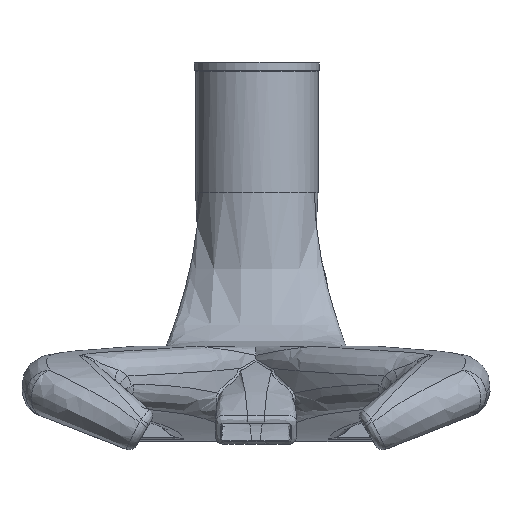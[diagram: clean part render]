
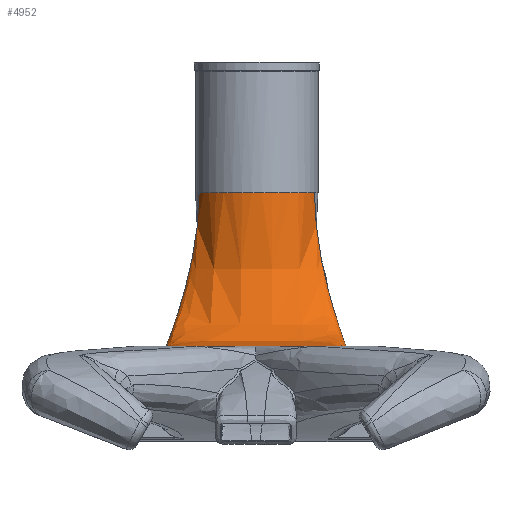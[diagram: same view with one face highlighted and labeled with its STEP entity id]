
A CAD part, front view. The second image highlights one B-rep face of the part: STEP entity #4952.
In plain terms, the highlighted free-form (B-spline) face has degree [3, 3] with [14, 4] control points.
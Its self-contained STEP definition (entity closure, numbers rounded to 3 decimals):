
#259=B_SPLINE_SURFACE_WITH_KNOTS('',3,3,((#36489,#36490,#36491,#36492),
(#36493,#36494,#36495,#36496),(#36497,#36498,#36499,#36500),(#36501,#36502,
#36503,#36504),(#36505,#36506,#36507,#36508),(#36509,#36510,#36511,#36512),
(#36513,#36514,#36515,#36516),(#36517,#36518,#36519,#36520),(#36521,#36522,
#36523,#36524),(#36525,#36526,#36527,#36528),(#36529,#36530,#36531,#36532),
(#36533,#36534,#36535,#36536),(#36537,#36538,#36539,#36540),(#36541,#36542,
#36543,#36544)),.UNSPECIFIED.,.F.,.F.,.F.,(4,1,2,1,1,1,1,2,1,4),(4,4),(0.,
0.067,0.111,0.267,0.422,
0.578,0.733,0.889,0.955,
1.),(0.,1.),.UNSPECIFIED.);
#541=FACE_OUTER_BOUND('',#835,.T.);
#835=EDGE_LOOP('',(#4546,#4547,#4548,#4549,#4550,#4551,#4552));
#961=CIRCLE('',#5225,7.5);
#1184=B_SPLINE_CURVE_WITH_KNOTS('',3,(#14215,#14216,#14217,#14218),
 .UNSPECIFIED.,.F.,.F.,(4,4),(0.,1.),.UNSPECIFIED.);
#1185=B_SPLINE_CURVE_WITH_KNOTS('',3,(#14250,#14251,#14252,#14253),
 .UNSPECIFIED.,.F.,.F.,(4,4),(0.911,1.),.UNSPECIFIED.);
#1186=B_SPLINE_CURVE_WITH_KNOTS('',3,(#14255,#14256,#14257,#14258),
 .UNSPECIFIED.,.F.,.F.,(4,4),(0.,0.911),.UNSPECIFIED.);
#1264=B_SPLINE_CURVE_WITH_KNOTS('',3,(#19697,#19698,#19699,#19700,#19701,
#19702,#19703,#19704,#19705,#19706),.UNSPECIFIED.,.F.,.F.,(4,2,1,1,1,1,
4),(0.111,0.111,0.267,0.422,
0.578,0.733,0.889),.UNSPECIFIED.);
#1294=B_SPLINE_CURVE_WITH_KNOTS('',3,(#21007,#21008,#21009,#21010,#21011,
#21012,#21013),.UNSPECIFIED.,.F.,.F.,(4,2,1,4),(0.889,0.889,
0.955,1.),.UNSPECIFIED.);
#1311=B_SPLINE_CURVE_WITH_KNOTS('',3,(#22086,#22087,#22088,#22089,#22090),
 .UNSPECIFIED.,.F.,.F.,(4,1,4),(0.,0.067,0.111),
 .UNSPECIFIED.);
#1946=VERTEX_POINT('',#13153);
#1950=VERTEX_POINT('',#13625);
#1958=VERTEX_POINT('',#14213);
#1959=VERTEX_POINT('',#14249);
#1960=VERTEX_POINT('',#14254);
#2032=VERTEX_POINT('',#19568);
#2037=VERTEX_POINT('',#19665);
#2553=EDGE_CURVE('',#1958,#1950,#1184,.T.);
#2555=EDGE_CURVE('',#1959,#1946,#1185,.T.);
#2556=EDGE_CURVE('',#1960,#1959,#1186,.T.);
#2660=EDGE_CURVE('',#2032,#2037,#1264,.T.);
#2706=EDGE_CURVE('',#2037,#1950,#1294,.T.);
#2725=EDGE_CURVE('',#1946,#2032,#1311,.T.);
#3007=EDGE_CURVE('',#1960,#1958,#961,.T.);
#4546=ORIENTED_EDGE('',*,*,#2553,.F.);
#4547=ORIENTED_EDGE('',*,*,#3007,.F.);
#4548=ORIENTED_EDGE('',*,*,#2556,.T.);
#4549=ORIENTED_EDGE('',*,*,#2555,.T.);
#4550=ORIENTED_EDGE('',*,*,#2725,.T.);
#4551=ORIENTED_EDGE('',*,*,#2660,.T.);
#4552=ORIENTED_EDGE('',*,*,#2706,.T.);
#4952=ADVANCED_FACE('',(#541),#259,.F.);
#5225=AXIS2_PLACEMENT_3D('',#34490,#5843,#5844);
#5843=DIRECTION('center_axis',(0.,0.,1.));
#5844=DIRECTION('ref_axis',(1.,0.,0.));
#13153=CARTESIAN_POINT('',(-21.773,65.75,19.568));
#13625=CARTESIAN_POINT('',(1.576,65.75,19.568));
#14213=CARTESIAN_POINT('',(-2.942,80.263,40.));
#14215=CARTESIAN_POINT('Ctrl Pts',(-2.942,80.263,40.));
#14216=CARTESIAN_POINT('Ctrl Pts',(-2.942,80.263,30.015));
#14217=CARTESIAN_POINT('Ctrl Pts',(1.576,75.734,19.568));
#14218=CARTESIAN_POINT('Ctrl Pts',(1.576,65.75,19.568));
#14249=CARTESIAN_POINT('',(-21.666,68.3,19.811));
#14250=CARTESIAN_POINT('Ctrl Pts',(-21.666,68.3,19.811));
#14251=CARTESIAN_POINT('Ctrl Pts',(-21.735,67.493,19.652));
#14252=CARTESIAN_POINT('Ctrl Pts',(-21.773,66.643,19.568));
#14253=CARTESIAN_POINT('Ctrl Pts',(-21.773,65.75,19.568));
#14254=CARTESIAN_POINT('',(-17.058,80.263,40.));
#14255=CARTESIAN_POINT('Ctrl Pts',(-17.058,80.263,40.));
#14256=CARTESIAN_POINT('Ctrl Pts',(-17.058,80.263,30.909));
#14257=CARTESIAN_POINT('Ctrl Pts',(-20.967,76.508,21.434));
#14258=CARTESIAN_POINT('Ctrl Pts',(-21.666,68.3,19.811));
#19568=CARTESIAN_POINT('',(-19.804,65.75,21.205));
#19665=CARTESIAN_POINT('',(-0.392,65.75,21.209));
#19697=CARTESIAN_POINT('Ctrl Pts',(-19.804,65.75,21.205));
#19698=CARTESIAN_POINT('Ctrl Pts',(-19.803,65.75,21.205));
#19699=CARTESIAN_POINT('Ctrl Pts',(-19.802,65.75,21.205));
#19700=CARTESIAN_POINT('Ctrl Pts',(-18.508,65.75,21.205));
#19701=CARTESIAN_POINT('Ctrl Pts',(-15.92,65.75,21.206));
#19702=CARTESIAN_POINT('Ctrl Pts',(-12.039,65.75,21.206));
#19703=CARTESIAN_POINT('Ctrl Pts',(-8.157,65.75,21.206));
#19704=CARTESIAN_POINT('Ctrl Pts',(-4.274,65.75,21.207));
#19705=CARTESIAN_POINT('Ctrl Pts',(-1.687,65.75,21.207));
#19706=CARTESIAN_POINT('Ctrl Pts',(-0.392,65.75,
21.209));
#21007=CARTESIAN_POINT('Ctrl Pts',(-0.392,65.75,
21.209));
#21008=CARTESIAN_POINT('Ctrl Pts',(-0.392,65.75,
21.209));
#21009=CARTESIAN_POINT('Ctrl Pts',(-0.392,65.75,
21.209));
#21010=CARTESIAN_POINT('Ctrl Pts',(0.165,65.75,21.21));
#21011=CARTESIAN_POINT('Ctrl Pts',(1.082,65.75,20.798));
#21012=CARTESIAN_POINT('Ctrl Pts',(1.509,65.75,19.933));
#21013=CARTESIAN_POINT('Ctrl Pts',(1.576,65.75,19.568));
#22086=CARTESIAN_POINT('Ctrl Pts',(-21.773,65.75,19.568));
#22087=CARTESIAN_POINT('Ctrl Pts',(-21.672,65.75,20.115));
#22088=CARTESIAN_POINT('Ctrl Pts',(-21.101,65.75,20.941));
#22089=CARTESIAN_POINT('Ctrl Pts',(-20.173,65.75,21.204));
#22090=CARTESIAN_POINT('Ctrl Pts',(-19.804,65.75,21.205));
#34490=CARTESIAN_POINT('Origin',(-10.,82.8,40.));
#36489=CARTESIAN_POINT('Ctrl Pts',(-17.058,80.263,40.));
#36490=CARTESIAN_POINT('Ctrl Pts',(-17.058,80.263,30.015));
#36491=CARTESIAN_POINT('Ctrl Pts',(-21.773,75.734,19.568));
#36492=CARTESIAN_POINT('Ctrl Pts',(-21.773,65.75,19.568));
#36493=CARTESIAN_POINT('Ctrl Pts',(-17.019,80.155,40.));
#36494=CARTESIAN_POINT('Ctrl Pts',(-17.019,80.155,30.015));
#36495=CARTESIAN_POINT('Ctrl Pts',(-21.672,75.734,20.115));
#36496=CARTESIAN_POINT('Ctrl Pts',(-21.672,65.75,20.115));
#36497=CARTESIAN_POINT('Ctrl Pts',(-16.918,79.882,40.));
#36498=CARTESIAN_POINT('Ctrl Pts',(-16.918,79.882,30.015));
#36499=CARTESIAN_POINT('Ctrl Pts',(-21.1,75.734,20.942));
#36500=CARTESIAN_POINT('Ctrl Pts',(-21.1,65.75,20.942));
#36501=CARTESIAN_POINT('Ctrl Pts',(-16.734,79.491,40.));
#36502=CARTESIAN_POINT('Ctrl Pts',(-16.734,79.491,30.015));
#36503=CARTESIAN_POINT('Ctrl Pts',(-20.171,75.734,21.205));
#36504=CARTESIAN_POINT('Ctrl Pts',(-20.171,65.75,21.205));
#36505=CARTESIAN_POINT('Ctrl Pts',(-16.331,78.724,40.));
#36506=CARTESIAN_POINT('Ctrl Pts',(-16.331,78.724,30.015));
#36507=CARTESIAN_POINT('Ctrl Pts',(-18.508,75.734,21.205));
#36508=CARTESIAN_POINT('Ctrl Pts',(-18.508,65.75,21.205));
#36509=CARTESIAN_POINT('Ctrl Pts',(-15.299,77.151,40.));
#36510=CARTESIAN_POINT('Ctrl Pts',(-15.299,77.151,30.015));
#36511=CARTESIAN_POINT('Ctrl Pts',(-15.92,75.734,21.206));
#36512=CARTESIAN_POINT('Ctrl Pts',(-15.92,65.75,21.206));
#36513=CARTESIAN_POINT('Ctrl Pts',(-12.057,75.22,40.));
#36514=CARTESIAN_POINT('Ctrl Pts',(-12.057,75.22,30.015));
#36515=CARTESIAN_POINT('Ctrl Pts',(-12.039,75.734,21.206));
#36516=CARTESIAN_POINT('Ctrl Pts',(-12.039,65.75,21.206));
#36517=CARTESIAN_POINT('Ctrl Pts',(-7.941,75.223,40.));
#36518=CARTESIAN_POINT('Ctrl Pts',(-7.941,75.223,30.015));
#36519=CARTESIAN_POINT('Ctrl Pts',(-8.157,75.734,21.206));
#36520=CARTESIAN_POINT('Ctrl Pts',(-8.157,65.75,21.206));
#36521=CARTESIAN_POINT('Ctrl Pts',(-4.7,77.152,40.));
#36522=CARTESIAN_POINT('Ctrl Pts',(-4.7,77.152,30.015));
#36523=CARTESIAN_POINT('Ctrl Pts',(-4.274,75.734,21.207));
#36524=CARTESIAN_POINT('Ctrl Pts',(-4.274,65.75,21.207));
#36525=CARTESIAN_POINT('Ctrl Pts',(-3.671,78.724,40.));
#36526=CARTESIAN_POINT('Ctrl Pts',(-3.671,78.724,30.015));
#36527=CARTESIAN_POINT('Ctrl Pts',(-1.687,75.734,21.207));
#36528=CARTESIAN_POINT('Ctrl Pts',(-1.687,65.75,21.207));
#36529=CARTESIAN_POINT('Ctrl Pts',(-3.222,79.577,40.));
#36530=CARTESIAN_POINT('Ctrl Pts',(-3.222,79.577,30.015));
#36531=CARTESIAN_POINT('Ctrl Pts',(0.165,75.734,21.21));
#36532=CARTESIAN_POINT('Ctrl Pts',(0.165,65.75,21.21));
#36533=CARTESIAN_POINT('Ctrl Pts',(-3.058,79.95,40.));
#36534=CARTESIAN_POINT('Ctrl Pts',(-3.058,79.95,30.015));
#36535=CARTESIAN_POINT('Ctrl Pts',(1.082,75.734,20.798));
#36536=CARTESIAN_POINT('Ctrl Pts',(1.082,65.75,20.798));
#36537=CARTESIAN_POINT('Ctrl Pts',(-2.968,80.191,40.));
#36538=CARTESIAN_POINT('Ctrl Pts',(-2.968,80.191,30.015));
#36539=CARTESIAN_POINT('Ctrl Pts',(1.509,75.734,19.933));
#36540=CARTESIAN_POINT('Ctrl Pts',(1.509,65.75,19.933));
#36541=CARTESIAN_POINT('Ctrl Pts',(-2.942,80.263,40.));
#36542=CARTESIAN_POINT('Ctrl Pts',(-2.942,80.263,30.015));
#36543=CARTESIAN_POINT('Ctrl Pts',(1.576,75.734,19.568));
#36544=CARTESIAN_POINT('Ctrl Pts',(1.576,65.75,19.568));
